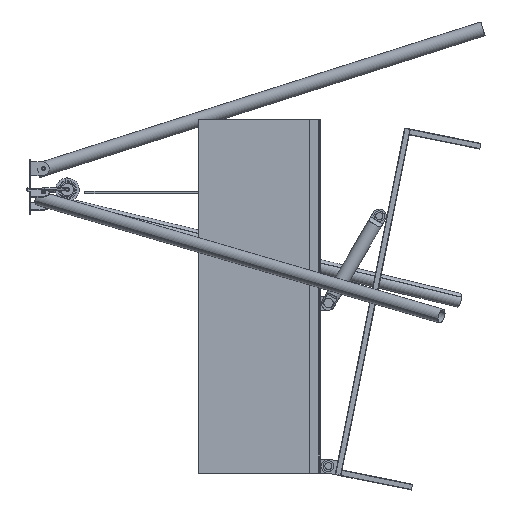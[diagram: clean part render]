
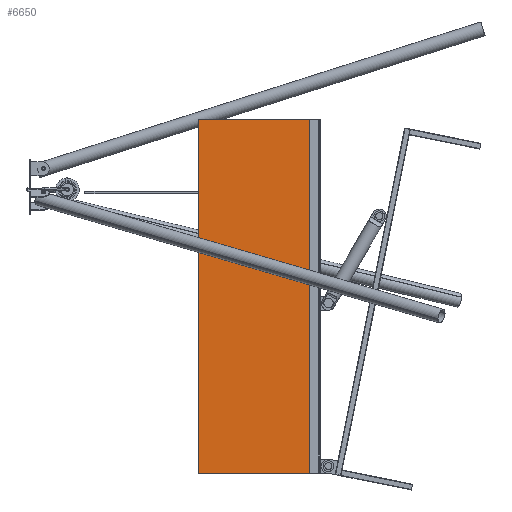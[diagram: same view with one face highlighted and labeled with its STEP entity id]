
A CAD part, left-side view. The second image highlights one B-rep face of the part: STEP entity #6650.
In plain terms, the highlighted face is planar.
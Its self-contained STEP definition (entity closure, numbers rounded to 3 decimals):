
#653 = EDGE_CURVE ( 'NONE', #10619, #12085, #13768, .T. ) ;
#871 = DIRECTION ( 'NONE',  ( 1., 0., 0. ) ) ;
#1056 = ORIENTED_EDGE ( 'NONE', *, *, #653, .T. ) ;
#1299 = VECTOR ( 'NONE', #11429, 1000. ) ;
#1707 = DIRECTION ( 'NONE',  ( 0., -1., 0. ) ) ;
#2366 = CARTESIAN_POINT ( 'NONE',  ( -750., 506., 200. ) ) ;
#4242 = LINE ( 'NONE', #10886, #13159 ) ;
#4253 = VERTEX_POINT ( 'NONE', #10880 ) ;
#4273 = LINE ( 'NONE', #2366, #9071 ) ;
#4703 = DIRECTION ( 'NONE',  ( 1., 0., 0. ) ) ;
#4788 = DIRECTION ( 'NONE',  ( 0., 0., -1. ) ) ;
#5016 = CARTESIAN_POINT ( 'NONE',  ( 750., 6., 200. ) ) ;
#5806 = VECTOR ( 'NONE', #1707, 1000. ) ;
#5882 = EDGE_CURVE ( 'NONE', #12085, #12505, #4242, .T. ) ;
#6234 = ORIENTED_EDGE ( 'NONE', *, *, #6602, .F. ) ;
#6602 = EDGE_CURVE ( 'NONE', #4253, #12505, #8216, .T. ) ;
#6650 = ADVANCED_FACE ( 'NONE', ( #8358 ), #10348, .F. ) ;
#6937 = EDGE_CURVE ( 'NONE', #10619, #4253, #4273, .T. ) ;
#7182 = ORIENTED_EDGE ( 'NONE', *, *, #5882, .T. ) ;
#7956 = ORIENTED_EDGE ( 'NONE', *, *, #6937, .F. ) ;
#8216 = LINE ( 'NONE', #5016, #5806 ) ;
#8358 = FACE_OUTER_BOUND ( 'NONE', #13340, .T. ) ;
#8430 = CARTESIAN_POINT ( 'NONE',  ( -750., 6., 200. ) ) ;
#9071 = VECTOR ( 'NONE', #4703, 1000. ) ;
#9524 = AXIS2_PLACEMENT_3D ( 'NONE', #8430, #4788, #12909 ) ;
#10348 = PLANE ( 'NONE',  #9524 ) ;
#10619 = VERTEX_POINT ( 'NONE', #11239 ) ;
#10880 = CARTESIAN_POINT ( 'NONE',  ( 750., 506., 200. ) ) ;
#10886 = CARTESIAN_POINT ( 'NONE',  ( -750., -6., 200. ) ) ;
#11239 = CARTESIAN_POINT ( 'NONE',  ( -750., 506., 200. ) ) ;
#11429 = DIRECTION ( 'NONE',  ( 0., -1., 0. ) ) ;
#11638 = CARTESIAN_POINT ( 'NONE',  ( -750., 6., 200. ) ) ;
#12085 = VERTEX_POINT ( 'NONE', #13077 ) ;
#12505 = VERTEX_POINT ( 'NONE', #12841 ) ;
#12841 = CARTESIAN_POINT ( 'NONE',  ( 750., -6., 200. ) ) ;
#12909 = DIRECTION ( 'NONE',  ( -1., 0., 0. ) ) ;
#13077 = CARTESIAN_POINT ( 'NONE',  ( -750., -6., 200. ) ) ;
#13159 = VECTOR ( 'NONE', #871, 1000. ) ;
#13340 = EDGE_LOOP ( 'NONE', ( #7182, #6234, #7956, #1056 ) ) ;
#13768 = LINE ( 'NONE', #11638, #1299 ) ;
